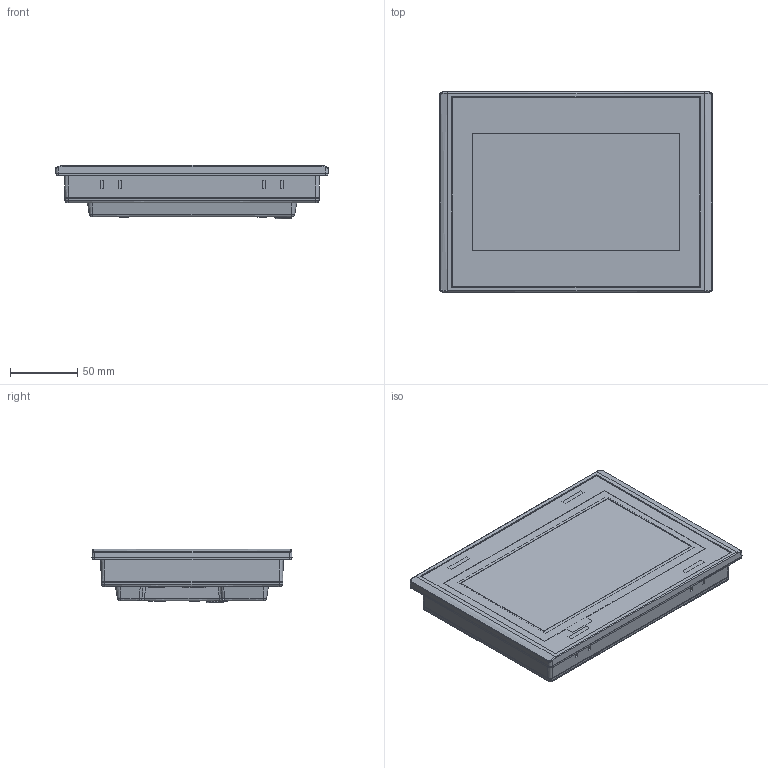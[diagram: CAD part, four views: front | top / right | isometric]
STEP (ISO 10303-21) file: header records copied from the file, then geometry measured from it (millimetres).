
FILE_DESCRIPTION((''),'2;1');
FILE_NAME('7062KWZHUANGPEI_ASM','2022-09-13T17:56:10',('pjl'),(''),'CREO PARAMETRIC BY PTC INC, 2019010','CREO PARAMETRIC BY PTC INC, 2019010','');
FILE_SCHEMA(('AUTOMOTIVE_DESIGN { 1 0 10303 214 1 1 1 1 }'));
Products named in the file (1): 7062KWZHUANGPEI_ASM
Bounding box: 203 x 149 x 40 mm (x, y, z)
Surface area: 253347.1 mm2 (no closed solid volume)
Topology: 0 solids, 0 shells, 2064 faces, 11204 edges, 11191 vertices
Faces by surface type: bspline 2051, torus 9, sphere 4
Entity records: 163206 total; most frequent: CARTESIAN_POINT 45387, DIRECTION 16826, TRIMMED_CURVE 15977, VECTOR 15154, LINE 15154, DEFINITIONAL_REPRESENTATION 11174, PCURVE 11174, COMPOSITE_CURVE_SEGMENT 11174
